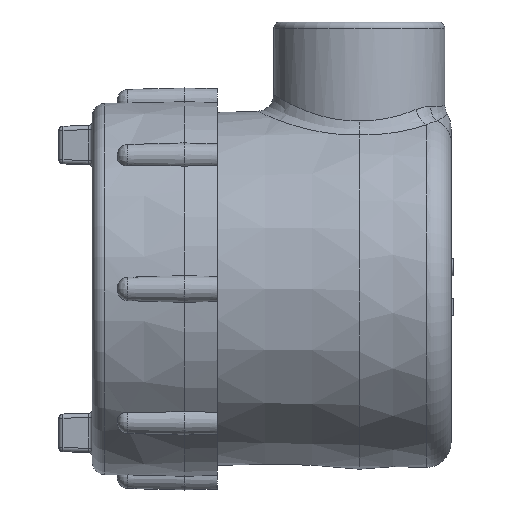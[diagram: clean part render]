
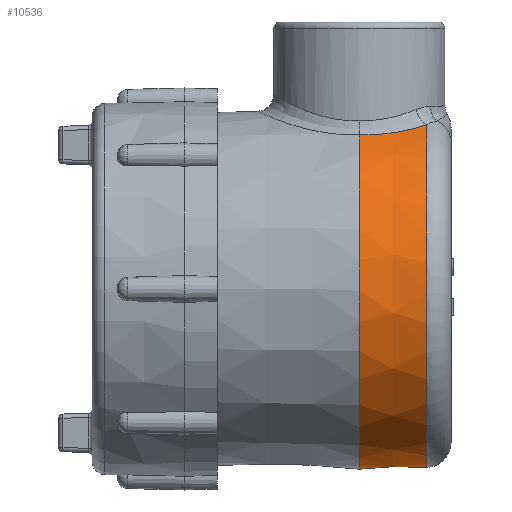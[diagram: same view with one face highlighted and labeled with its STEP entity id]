
A CAD part, left-side view. The second image highlights one B-rep face of the part: STEP entity #10536.
In plain terms, the highlighted conical face has half-angle 1.5 degrees and reference radius 34.291 mm.
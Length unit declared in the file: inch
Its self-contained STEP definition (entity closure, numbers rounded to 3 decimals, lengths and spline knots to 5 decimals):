
#742=FACE_OUTER_BOUND('',#1408,.T.);
#1408=EDGE_LOOP('',(#7515,#7516,#7517,#7518));
#3919=B_SPLINE_CURVE_WITH_KNOTS('',3,(#15976,#15977,#15978,#15979,#15980,
#15981,#15982,#15983,#15984,#15985,#15986,#15987,#15988,#15989,#15990,#15991,
#15992,#15993,#15994,#15995,#15996,#15997),.UNSPECIFIED.,.F.,.F.,(4,3,3,
3,3,3,3,4),(0.,0.22501,0.45484,0.50065,0.72507,
0.92666,0.94948,1.),.UNSPECIFIED.);
#3920=B_SPLINE_CURVE_WITH_KNOTS('',3,(#16000,#16001,#16002,#16003,#16004,
#16005,#16006,#16007,#16008,#16009,#16010,#16011,#16012,#16013,#16014,#16015,
#16016,#16017,#16018),.UNSPECIFIED.,.F.,.F.,(4,3,3,3,3,3,4),(0.,0.19685,
0.4083,0.49928,0.72606,0.94817,
1.),.UNSPECIFIED.);
#4257=CIRCLE('',#11233,1.35005);
#4275=CIRCLE('',#11262,1.33683);
#4534=VERTEX_POINT('',#14347);
#4535=VERTEX_POINT('',#14388);
#4808=VERTEX_POINT('',#15975);
#4809=VERTEX_POINT('',#15998);
#5590=EDGE_CURVE('',#4534,#4535,#4257,.T.);
#5872=EDGE_CURVE('',#4534,#4808,#3919,.T.);
#5873=EDGE_CURVE('',#4808,#4809,#4275,.T.);
#5874=EDGE_CURVE('',#4809,#4535,#3920,.T.);
#7515=ORIENTED_EDGE('',*,*,#5590,.F.);
#7516=ORIENTED_EDGE('',*,*,#5872,.T.);
#7517=ORIENTED_EDGE('',*,*,#5873,.T.);
#7518=ORIENTED_EDGE('',*,*,#5874,.T.);
#10491=CONICAL_SURFACE('',#11261,1.35005,0.026);
#10536=ADVANCED_FACE('',(#742),#10491,.T.);
#11233=AXIS2_PLACEMENT_3D('',#14389,#11972,#11973);
#11261=AXIS2_PLACEMENT_3D('',#15974,#12181,#12182);
#11262=AXIS2_PLACEMENT_3D('',#15999,#12183,#12184);
#11972=DIRECTION('center_axis',(0.,1.,0.));
#11973=DIRECTION('ref_axis',(0.,0.,1.));
#12181=DIRECTION('center_axis',(0.,1.,0.));
#12182=DIRECTION('ref_axis',(0.707,0.,-0.707));
#12183=DIRECTION('center_axis',(0.,1.,0.));
#12184=DIRECTION('ref_axis',(0.,0.,-1.));
#14347=CARTESIAN_POINT('',(0.70064,0.6875,1.15401));
#14388=CARTESIAN_POINT('',(-1.15401,0.6875,-0.70064));
#14389=CARTESIAN_POINT('Origin',(0.,0.6875,0.));
#15974=CARTESIAN_POINT('Origin',(0.,0.6875,0.));
#15975=CARTESIAN_POINT('',(0.52355,0.18259,1.23005));
#15976=CARTESIAN_POINT('Ctrl Pts',(0.70064,0.6875,
1.15401));
#15977=CARTESIAN_POINT('Ctrl Pts',(0.70044,0.64571,
1.15286));
#15978=CARTESIAN_POINT('Ctrl Pts',(0.69715,0.60447,
1.15367));
#15979=CARTESIAN_POINT('Ctrl Pts',(0.69086,0.5639,
1.15619));
#15980=CARTESIAN_POINT('Ctrl Pts',(0.68444,0.52247,1.15877));
#15981=CARTESIAN_POINT('Ctrl Pts',(0.6749,0.48172,
1.16314));
#15982=CARTESIAN_POINT('Ctrl Pts',(0.66227,0.44181,
1.16907));
#15983=CARTESIAN_POINT('Ctrl Pts',(0.65976,0.43385,
1.17025));
#15984=CARTESIAN_POINT('Ctrl Pts',(0.65712,0.42593,
1.17149));
#15985=CARTESIAN_POINT('Ctrl Pts',(0.65436,0.41804,
1.1728));
#15986=CARTESIAN_POINT('Ctrl Pts',(0.64083,0.37939,
1.17919));
#15987=CARTESIAN_POINT('Ctrl Pts',(0.62449,0.34205,1.18691));
#15988=CARTESIAN_POINT('Ctrl Pts',(0.60546,0.30629,
1.1955));
#15989=CARTESIAN_POINT('Ctrl Pts',(0.58836,0.27417,
1.20321));
#15990=CARTESIAN_POINT('Ctrl Pts',(0.56909,0.24332,
1.21163));
#15991=CARTESIAN_POINT('Ctrl Pts',(0.54772,0.21399,
1.22038));
#15992=CARTESIAN_POINT('Ctrl Pts',(0.5453,0.21067,1.22137));
#15993=CARTESIAN_POINT('Ctrl Pts',(0.54285,0.20737,
1.22236));
#15994=CARTESIAN_POINT('Ctrl Pts',(0.54038,0.20409,
1.22336));
#15995=CARTESIAN_POINT('Ctrl Pts',(0.5349,0.19682,1.22557));
#15996=CARTESIAN_POINT('Ctrl Pts',(0.52929,0.18966,
1.2278));
#15997=CARTESIAN_POINT('Ctrl Pts',(0.52355,0.18259,
1.23005));
#15998=CARTESIAN_POINT('',(-1.23005,0.18259,-0.52355));
#15999=CARTESIAN_POINT('Origin',(0.,0.18259,0.));
#16000=CARTESIAN_POINT('Ctrl Pts',(-1.23005,0.18259,
-0.52355));
#16001=CARTESIAN_POINT('Ctrl Pts',(-1.22131,0.21012,
-0.54593));
#16002=CARTESIAN_POINT('Ctrl Pts',(-1.21275,0.2392,
-0.56631));
#16003=CARTESIAN_POINT('Ctrl Pts',(-1.20474,0.26957,
-0.58465));
#16004=CARTESIAN_POINT('Ctrl Pts',(-1.19613,0.30219,
-0.60434));
#16005=CARTESIAN_POINT('Ctrl Pts',(-1.18815,0.33631,-0.62167));
#16006=CARTESIAN_POINT('Ctrl Pts',(-1.18118,0.37169,
-0.63655));
#16007=CARTESIAN_POINT('Ctrl Pts',(-1.17819,0.38691,
-0.64295));
#16008=CARTESIAN_POINT('Ctrl Pts',(-1.17538,0.40236,
-0.64889));
#16009=CARTESIAN_POINT('Ctrl Pts',(-1.17279,0.41803,
-0.65437));
#16010=CARTESIAN_POINT('Ctrl Pts',(-1.16633,0.45708,
-0.66804));
#16011=CARTESIAN_POINT('Ctrl Pts',(-1.16136,0.49696,
-0.67871));
#16012=CARTESIAN_POINT('Ctrl Pts',(-1.15807,0.53755,
-0.68635));
#16013=CARTESIAN_POINT('Ctrl Pts',(-1.15486,0.5773,
-0.69383));
#16014=CARTESIAN_POINT('Ctrl Pts',(-1.15327,0.61772,
-0.69841));
#16015=CARTESIAN_POINT('Ctrl Pts',(-1.15353,0.65871,
-0.70001));
#16016=CARTESIAN_POINT('Ctrl Pts',(-1.15359,0.66828,
-0.70038));
#16017=CARTESIAN_POINT('Ctrl Pts',(-1.15375,0.67787,
-0.7006));
#16018=CARTESIAN_POINT('Ctrl Pts',(-1.15401,0.6875,
-0.70064));
